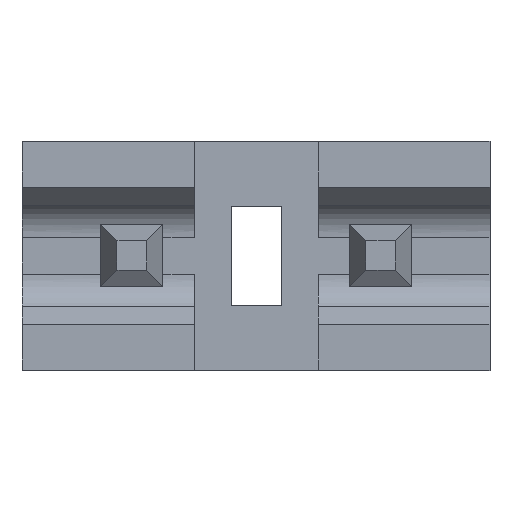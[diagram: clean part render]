
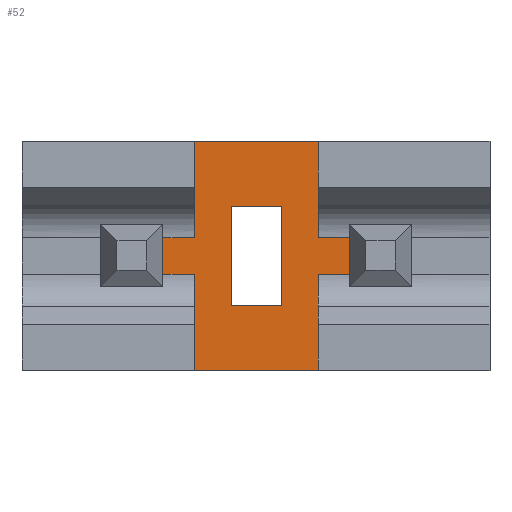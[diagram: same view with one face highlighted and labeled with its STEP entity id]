
A CAD part, top view. The second image highlights one B-rep face of the part: STEP entity #52.
In plain terms, the highlighted planar face has unit normal (0, 0, 1).
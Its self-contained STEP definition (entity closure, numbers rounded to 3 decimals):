
#52=ADVANCED_FACE('',(#132,#133),#134,.T.);
#132=FACE_OUTER_BOUND('',#281,.T.);
#133=FACE_BOUND('',#282,.T.);
#134=PLANE('',#283);
#281=EDGE_LOOP('',(#471,#472,#473,#474,#475,#476,#477,#478,#479,#480,#481,#482));
#282=EDGE_LOOP('',(#483,#484,#485,#486));
#283=AXIS2_PLACEMENT_3D('',#487,#488,#489);
#471=ORIENTED_EDGE('',*,*,#1049,.F.);
#472=ORIENTED_EDGE('',*,*,#1050,.F.);
#473=ORIENTED_EDGE('',*,*,#1051,.F.);
#474=ORIENTED_EDGE('',*,*,#1052,.T.);
#475=ORIENTED_EDGE('',*,*,#1053,.T.);
#476=ORIENTED_EDGE('',*,*,#1054,.F.);
#477=ORIENTED_EDGE('',*,*,#1055,.T.);
#478=ORIENTED_EDGE('',*,*,#1056,.T.);
#479=ORIENTED_EDGE('',*,*,#1057,.T.);
#480=ORIENTED_EDGE('',*,*,#1058,.F.);
#481=ORIENTED_EDGE('',*,*,#1059,.F.);
#482=ORIENTED_EDGE('',*,*,#1060,.T.);
#483=ORIENTED_EDGE('',*,*,#1048,.T.);
#484=ORIENTED_EDGE('',*,*,#1061,.F.);
#485=ORIENTED_EDGE('',*,*,#1062,.T.);
#486=ORIENTED_EDGE('',*,*,#1063,.F.);
#487=CARTESIAN_POINT('',(-2.39,0.406,-0.508));
#488=DIRECTION('',(0.0,0.0,1.0));
#489=DIRECTION('',(1.0,0.0,0.0));
#1048=EDGE_CURVE('',#1261,#1265,#1267,.T.);
#1049=EDGE_CURVE('',#1268,#1269,#1270,.T.);
#1050=EDGE_CURVE('',#1271,#1268,#1272,.T.);
#1051=EDGE_CURVE('',#1273,#1271,#1274,.T.);
#1052=EDGE_CURVE('',#1273,#1275,#1276,.T.);
#1053=EDGE_CURVE('',#1275,#1277,#1278,.T.);
#1054=EDGE_CURVE('',#1279,#1277,#1280,.T.);
#1055=EDGE_CURVE('',#1279,#1281,#1282,.T.);
#1056=EDGE_CURVE('',#1281,#1283,#1284,.T.);
#1057=EDGE_CURVE('',#1283,#1285,#1286,.T.);
#1058=EDGE_CURVE('',#1287,#1285,#1288,.T.);
#1059=EDGE_CURVE('',#1289,#1287,#1290,.T.);
#1060=EDGE_CURVE('',#1289,#1269,#1291,.T.);
#1061=EDGE_CURVE('',#1292,#1265,#1293,.T.);
#1062=EDGE_CURVE('',#1292,#1294,#1295,.T.);
#1063=EDGE_CURVE('',#1261,#1294,#1296,.T.);
#1261=VERTEX_POINT('',#1612);
#1265=VERTEX_POINT('',#1618);
#1267=LINE('',#1621,#1622);
#1268=VERTEX_POINT('',#1623);
#1269=VERTEX_POINT('',#1624);
#1270=LINE('',#1625,#1626);
#1271=VERTEX_POINT('',#1627);
#1272=LINE('',#1628,#1629);
#1273=VERTEX_POINT('',#1630);
#1274=LINE('',#1631,#1632);
#1275=VERTEX_POINT('',#1633);
#1276=LINE('',#1634,#1635);
#1277=VERTEX_POINT('',#1636);
#1278=LINE('',#1637,#1638);
#1279=VERTEX_POINT('',#1639);
#1280=LINE('',#1640,#1641);
#1281=VERTEX_POINT('',#1642);
#1282=LINE('',#1643,#1644);
#1283=VERTEX_POINT('',#1645);
#1284=LINE('',#1646,#1647);
#1285=VERTEX_POINT('',#1648);
#1286=LINE('',#1649,#1650);
#1287=VERTEX_POINT('',#1651);
#1288=LINE('',#1652,#1653);
#1289=VERTEX_POINT('',#1654);
#1290=LINE('',#1655,#1656);
#1291=LINE('',#1657,#1658);
#1292=VERTEX_POINT('',#1659);
#1293=LINE('',#1660,#1661);
#1294=VERTEX_POINT('',#1662);
#1295=LINE('',#1663,#1664);
#1296=LINE('',#1665,#1666);
#1612=CARTESIAN_POINT('',(-0.252,0.508,-0.508));
#1618=CARTESIAN_POINT('',(0.256,0.508,-0.508));
#1621=CARTESIAN_POINT('',(-0.252,0.508,-0.508));
#1622=VECTOR('',#2059,0.508);
#1623=CARTESIAN_POINT('',(0.955,0.186,-0.508));
#1624=CARTESIAN_POINT('',(0.955,-0.186,-0.508));
#1625=CARTESIAN_POINT('',(0.955,0.186,-0.508));
#1626=VECTOR('',#2060,0.373);
#1627=CARTESIAN_POINT('',(0.637,0.186,-0.508));
#1628=CARTESIAN_POINT('',(0.637,0.186,-0.508));
#1629=VECTOR('',#2061,0.318);
#1630=CARTESIAN_POINT('',(0.637,1.168,-0.508));
#1631=CARTESIAN_POINT('',(0.637,1.168,-0.508));
#1632=VECTOR('',#2062,0.982);
#1633=CARTESIAN_POINT('',(-0.633,1.168,-0.508));
#1634=CARTESIAN_POINT('',(0.637,1.168,-0.508));
#1635=VECTOR('',#2063,1.27);
#1636=CARTESIAN_POINT('',(-0.633,0.186,-0.508));
#1637=CARTESIAN_POINT('',(-0.633,1.168,-0.508));
#1638=VECTOR('',#2064,0.982);
#1639=CARTESIAN_POINT('',(-0.95,0.186,-0.508));
#1640=CARTESIAN_POINT('',(-0.95,0.186,-0.508));
#1641=VECTOR('',#2065,0.318);
#1642=CARTESIAN_POINT('',(-0.95,-0.186,-0.508));
#1643=CARTESIAN_POINT('',(-0.95,0.186,-0.508));
#1644=VECTOR('',#2066,0.373);
#1645=CARTESIAN_POINT('',(-0.633,-0.186,-0.508));
#1646=CARTESIAN_POINT('',(-0.95,-0.186,-0.508));
#1647=VECTOR('',#2067,0.318);
#1648=CARTESIAN_POINT('',(-0.633,-1.168,-0.508));
#1649=CARTESIAN_POINT('',(-0.633,-0.186,-0.508));
#1650=VECTOR('',#2068,0.982);
#1651=CARTESIAN_POINT('',(0.637,-1.168,-0.508));
#1652=CARTESIAN_POINT('',(0.637,-1.168,-0.508));
#1653=VECTOR('',#2069,1.27);
#1654=CARTESIAN_POINT('',(0.637,-0.186,-0.508));
#1655=CARTESIAN_POINT('',(0.637,-0.186,-0.508));
#1656=VECTOR('',#2070,0.982);
#1657=CARTESIAN_POINT('',(0.637,-0.186,-0.508));
#1658=VECTOR('',#2071,0.318);
#1659=CARTESIAN_POINT('',(0.256,-0.508,-0.508));
#1660=CARTESIAN_POINT('',(0.256,-0.508,-0.508));
#1661=VECTOR('',#2072,1.016);
#1662=CARTESIAN_POINT('',(-0.252,-0.508,-0.508));
#1663=CARTESIAN_POINT('',(0.256,-0.508,-0.508));
#1664=VECTOR('',#2073,0.508);
#1665=CARTESIAN_POINT('',(-0.252,0.508,-0.508));
#1666=VECTOR('',#2074,1.016);
#2059=DIRECTION('',(1.0,0.0,0.0));
#2060=DIRECTION('',(0.0,-1.0,0.0));
#2061=DIRECTION('',(1.0,0.0,0.0));
#2062=DIRECTION('',(0.0,-1.0,0.0));
#2063=DIRECTION('',(-1.0,0.0,0.0));
#2064=DIRECTION('',(0.0,-1.0,0.0));
#2065=DIRECTION('',(1.0,0.0,0.0));
#2066=DIRECTION('',(0.0,-1.0,0.0));
#2067=DIRECTION('',(1.0,0.0,0.0));
#2068=DIRECTION('',(0.0,-1.0,0.0));
#2069=DIRECTION('',(-1.0,0.0,0.0));
#2070=DIRECTION('',(0.0,-1.0,0.0));
#2071=DIRECTION('',(1.0,0.0,0.0));
#2072=DIRECTION('',(0.0,1.0,0.0));
#2073=DIRECTION('',(-1.0,0.0,0.0));
#2074=DIRECTION('',(0.0,-1.0,0.0));
